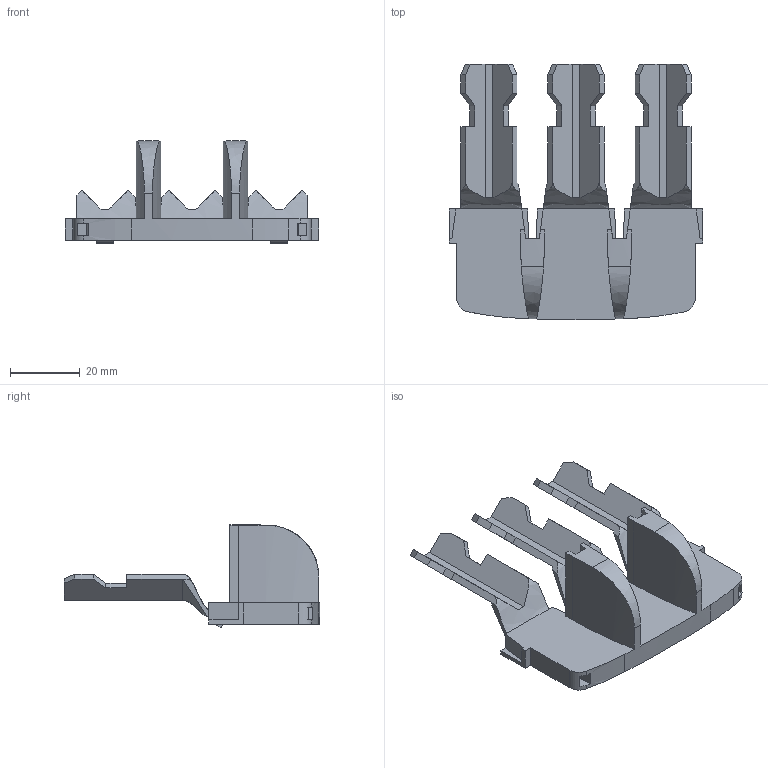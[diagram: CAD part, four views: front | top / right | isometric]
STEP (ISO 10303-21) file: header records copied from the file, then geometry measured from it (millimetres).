
FILE_DESCRIPTION(('STEP AP214'),'1');
FILE_NAME('cctmp_13CFF066-F93B-4E1B-8A8B-C46889E20097_2023_07_24_21_58_38_0844..stp','2023-07-24T19:58:39',('SIEMENS A&D'),('CADClick - www.CADClick.com'),'Spatial InterOp 3D postprocessed',' ','unknown authorization');
FILE_SCHEMA(('AUTOMOTIVE_DESIGN'));
Length unit declared in the file: millimetre
Products named in the file (1): 2023_07_24_21_58_38_0844
Bounding box: 72.8 x 73.29 x 29.38 mm (x, y, z)
Volume: 23310.9 mm3; surface area: 13890.8 mm2
Topology: 1 solids, 1 shells, 157 faces, 439 edges, 286 vertices
Faces by surface type: plane 133, cylinder 16, extrusion 6, bspline 2
Entity records: 6314 total; most frequent: CARTESIAN_POINT 1834, ORIENTED_EDGE 878, DIRECTION 746, EDGE_CURVE 439, VECTOR 358, LINE 352, VERTEX_POINT 286, AXIS2_PLACEMENT_3D 194
